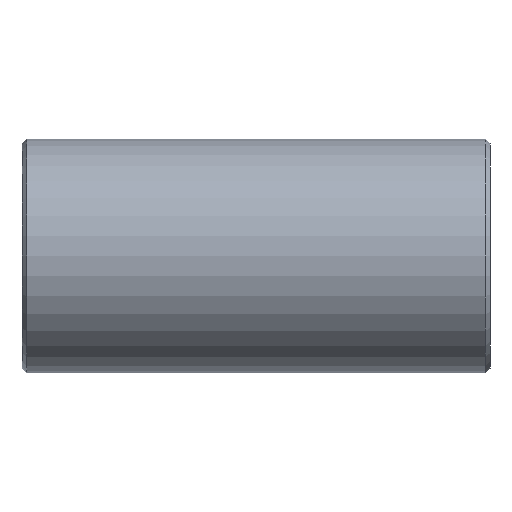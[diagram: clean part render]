
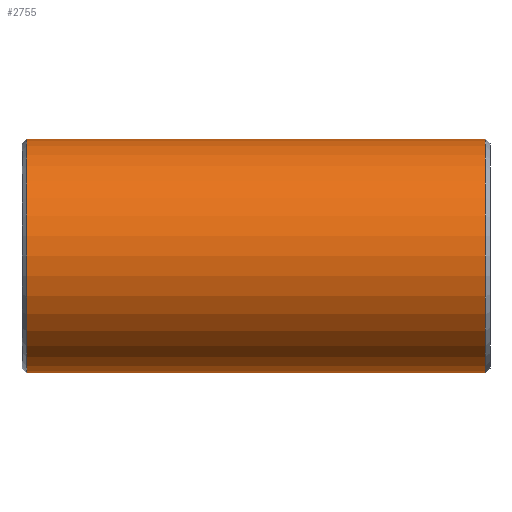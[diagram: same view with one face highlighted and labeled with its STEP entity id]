
A CAD part, left-side view. The second image highlights one B-rep face of the part: STEP entity #2755.
In plain terms, the highlighted cylindrical face has radius 3.171 mm (diameter 6.342 mm), a partial arc.
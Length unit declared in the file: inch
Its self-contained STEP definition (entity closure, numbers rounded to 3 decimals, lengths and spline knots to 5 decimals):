
#88 = AXIS2_PLACEMENT_3D ( 'NONE', #610, #5368, #3258 ) ;
#167 = VECTOR ( 'NONE', #3973, 39.37008 ) ;
#463 = EDGE_LOOP ( 'NONE', ( #2454, #2819, #2610, #1477 ) ) ;
#489 = EDGE_CURVE ( 'NONE', #5163, #3299, #4428, .T. ) ;
#610 = CARTESIAN_POINT ( 'NONE',  ( 0., 0.005, 0. ) ) ;
#778 = VERTEX_POINT ( 'NONE', #5358 ) ;
#1249 = DIRECTION ( 'NONE',  ( 0., 0., -1. ) ) ;
#1251 = AXIS2_PLACEMENT_3D ( 'NONE', #3880, #5426, #6488 ) ;
#1477 = ORIENTED_EDGE ( 'NONE', *, *, #3917, .T. ) ;
#1601 = EDGE_CURVE ( 'NONE', #5163, #4395, #6610, .T. ) ;
#1641 = CARTESIAN_POINT ( 'NONE',  ( 0., 0.005, 0.12485 ) ) ;
#2454 = ORIENTED_EDGE ( 'NONE', *, *, #489, .F. ) ;
#2610 = ORIENTED_EDGE ( 'NONE', *, *, #6072, .T. ) ;
#2661 = CARTESIAN_POINT ( 'NONE',  ( 0., 0.495, 0.12485 ) ) ;
#2723 = CARTESIAN_POINT ( 'NONE',  ( 0., 0.5, -0.12485 ) ) ;
#2755 = ADVANCED_FACE ( 'NONE', ( #3750 ), #5502, .T. ) ;
#2819 = ORIENTED_EDGE ( 'NONE', *, *, #1601, .T. ) ;
#3059 = CARTESIAN_POINT ( 'NONE',  ( 0., 0.495, -0.12485 ) ) ;
#3258 = DIRECTION ( 'NONE',  ( 0., 0., 1. ) ) ;
#3299 = VERTEX_POINT ( 'NONE', #1641 ) ;
#3750 = FACE_OUTER_BOUND ( 'NONE', #463, .T. ) ;
#3880 = CARTESIAN_POINT ( 'NONE',  ( 0., 0.495, 0. ) ) ;
#3917 = EDGE_CURVE ( 'NONE', #778, #3299, #4325, .T. ) ;
#3973 = DIRECTION ( 'NONE',  ( 0., -1., 0. ) ) ;
#4325 = CIRCLE ( 'NONE', #88, 0.12485 ) ;
#4395 = VERTEX_POINT ( 'NONE', #3059 ) ;
#4428 = LINE ( 'NONE', #5073, #167 ) ;
#4475 = LINE ( 'NONE', #2723, #6743 ) ;
#4532 = DIRECTION ( 'NONE',  ( 0., -1., 0. ) ) ;
#5073 = CARTESIAN_POINT ( 'NONE',  ( 0., 0.5, 0.12485 ) ) ;
#5163 = VERTEX_POINT ( 'NONE', #2661 ) ;
#5358 = CARTESIAN_POINT ( 'NONE',  ( 0., 0.005, -0.12485 ) ) ;
#5368 = DIRECTION ( 'NONE',  ( 0., 1., 0. ) ) ;
#5426 = DIRECTION ( 'NONE',  ( 0., -1., 0. ) ) ;
#5502 = CYLINDRICAL_SURFACE ( 'NONE', #6210, 0.12485 ) ;
#5896 = DIRECTION ( 'NONE',  ( 0., -1., 0. ) ) ;
#6072 = EDGE_CURVE ( 'NONE', #4395, #778, #4475, .T. ) ;
#6210 = AXIS2_PLACEMENT_3D ( 'NONE', #6581, #4532, #1249 ) ;
#6488 = DIRECTION ( 'NONE',  ( 0., 0., 1. ) ) ;
#6581 = CARTESIAN_POINT ( 'NONE',  ( 0., 0.5, 0. ) ) ;
#6610 = CIRCLE ( 'NONE', #1251, 0.12485 ) ;
#6743 = VECTOR ( 'NONE', #5896, 39.37008 ) ;
